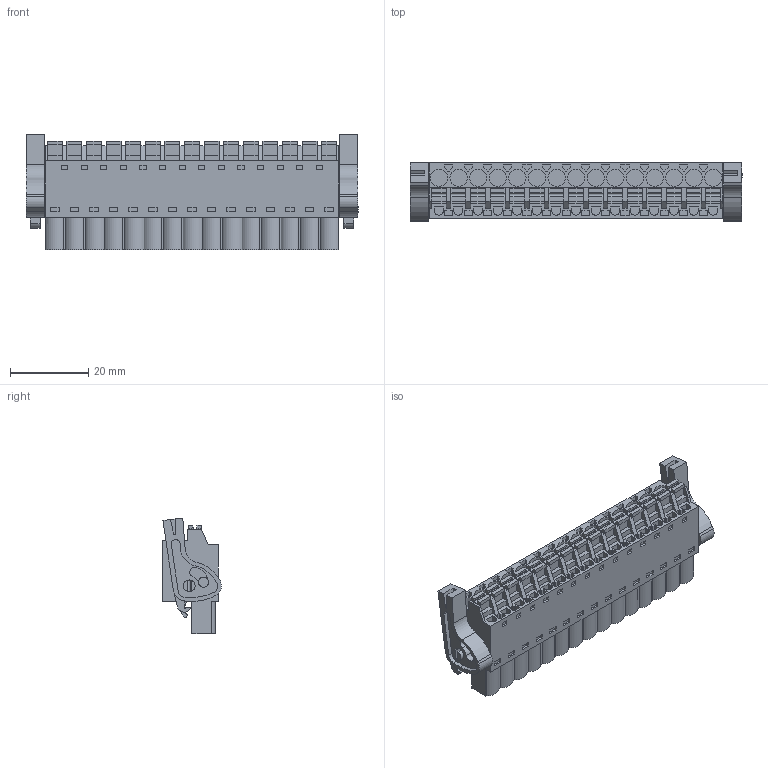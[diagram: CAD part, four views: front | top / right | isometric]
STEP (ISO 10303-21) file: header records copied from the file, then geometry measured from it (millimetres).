
FILE_DESCRIPTION(('CATIA V5 STEP Exchange','CAx-IF Rec.Pracs.--- Model Styling and Organization---1.2---2011-12-15'),'2;1');
FILE_NAME ('D1446687_0_1016480000_1016480000.stp','2017-04-27T13:14:21+00:00',('none'),('Weidmueller'),'CATIA Version 5-6 Release 2014','CATIA V5 STEP AP214','none');
FILE_SCHEMA(('AUTOMOTIVE_DESIGN { 1 0 10303 214 1 1 1 1 }'));
Length unit declared in the file: millimetre
Products named in the file (1): 1016480000
Bounding box: 84.7 x 14.96 x 29.52 mm (x, y, z)
Volume: 19902.5 mm3; surface area: 11675 mm2
Topology: 18 solids, 18 shells, 1371 faces, 3970 edges, 2764 vertices
Faces by surface type: plane 1192, cylinder 175, extrusion 4
Entity records: 42474 total; most frequent: ORIENTED_EDGE 7940, CARTESIAN_POINT 7841, DIRECTION 5726, EDGE_CURVE 3970, VECTOR 3571, LINE 3567, VERTEX_POINT 2764, EDGE_LOOP 1536
